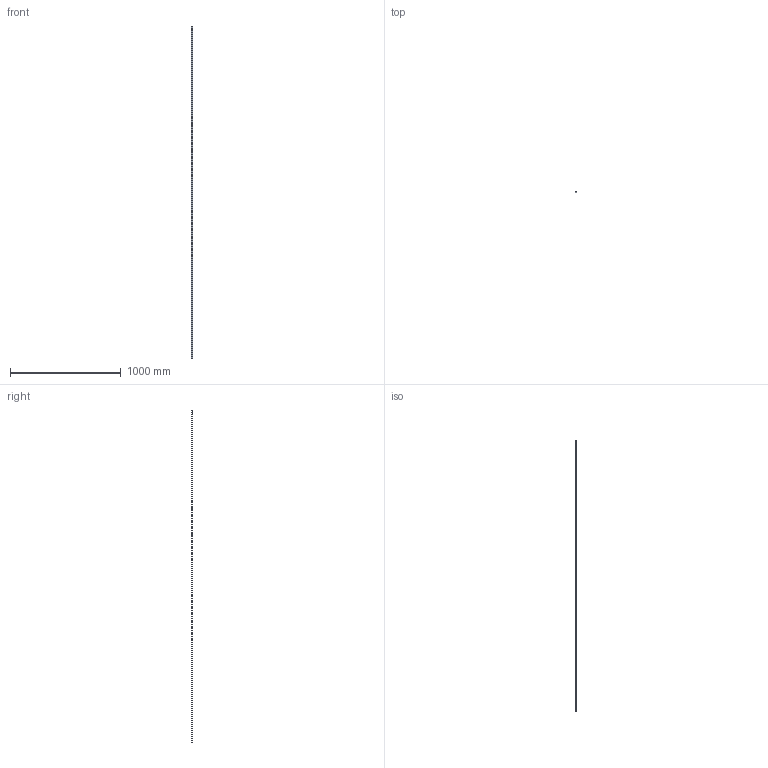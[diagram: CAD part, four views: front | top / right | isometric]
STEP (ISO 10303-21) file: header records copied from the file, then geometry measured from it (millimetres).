
FILE_DESCRIPTION (( 'STEP AP203' ), '1' );
FILE_NAME ('6303.step', '2015-09-17T15:51:13', ( '' ), ( '' ), 'SwSTEP 2.0', 'SolidWorks 2015', '' );
FILE_SCHEMA (( 'CONFIG_CONTROL_DESIGN' ));
Length unit declared in the file: millimetre
Products named in the file (1): 6303
Bounding box: 15.81 x 3.97 x 3000 mm (x, y, z)
Volume: 136824.5 mm3; surface area: 115385.9 mm2
Topology: 1 solids, 1 shells, 190 faces, 513 edges, 342 vertices
Faces by surface type: bspline 94, plane 85, cylinder 11
Entity records: 10836 total; most frequent: CARTESIAN_POINT 6604, ORIENTED_EDGE 1026, DIRECTION 541, EDGE_CURVE 513, VERTEX_POINT 342, VECTOR 303, LINE 303, EDGE_LOOP 207
